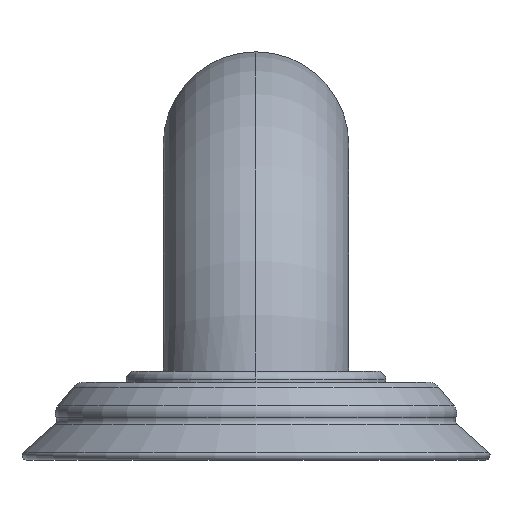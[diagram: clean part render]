
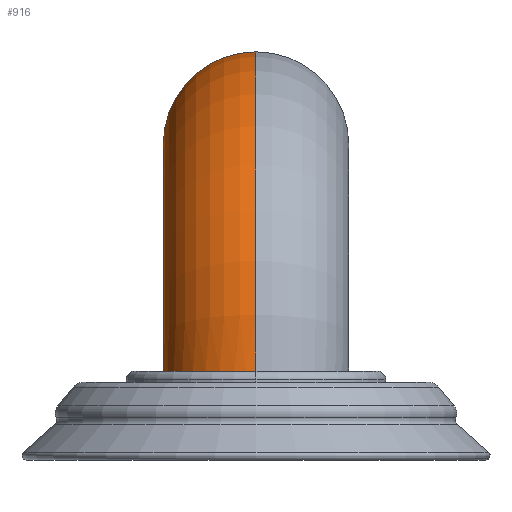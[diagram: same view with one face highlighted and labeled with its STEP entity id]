
A CAD part, left-side view. The second image highlights one B-rep face of the part: STEP entity #916.
In plain terms, the highlighted toroidal (fillet/blend) face has major radius 41.275 mm and minor radius 15.875 mm.
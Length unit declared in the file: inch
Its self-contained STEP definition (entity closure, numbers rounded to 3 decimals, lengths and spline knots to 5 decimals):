
#166=CARTESIAN_POINT('',(-11.36999,0.,0.6));
#167=CARTESIAN_POINT('',(-11.36999,0.02043,0.6));
#168=CARTESIAN_POINT('',(-11.37199,0.06107,0.6));
#169=CARTESIAN_POINT('',(-11.381,0.12178,0.6));
#170=CARTESIAN_POINT('',(-11.39588,0.1811,0.6));
#171=CARTESIAN_POINT('',(-11.41662,0.23898,0.6));
#172=CARTESIAN_POINT('',(-11.44284,0.29433,0.6));
#173=CARTESIAN_POINT('',(-11.47453,0.34714,0.6));
#174=CARTESIAN_POINT('',(-11.51115,0.39646,0.6));
#175=CARTESIAN_POINT('',(-11.55254,0.44209,0.6));
#176=CARTESIAN_POINT('',(-11.59824,0.48346,0.6));
#177=CARTESIAN_POINT('',(-11.6477,0.52011,0.6));
#178=CARTESIAN_POINT('',(-11.70071,0.55186,0.6));
#179=CARTESIAN_POINT('',(-11.75632,0.57815,0.6));
#180=CARTESIAN_POINT('',(-11.81453,0.59897,0.6));
#181=CARTESIAN_POINT('',(-11.87422,0.61391,0.6));
#182=CARTESIAN_POINT('',(-11.93529,0.62298,0.6));
#183=CARTESIAN_POINT('',(-11.99684,0.626,0.6));
#184=CARTESIAN_POINT('',(-12.05834,0.623,0.6));
#185=CARTESIAN_POINT('',(-12.11935,0.61396,0.6));
#186=CARTESIAN_POINT('',(-12.17896,0.59905,0.6));
#187=CARTESIAN_POINT('',(-12.23706,0.57828,0.6));
#188=CARTESIAN_POINT('',(-12.29255,0.55206,0.6));
#189=CARTESIAN_POINT('',(-12.34543,0.52039,0.6));
#190=CARTESIAN_POINT('',(-12.39476,0.48382,0.6));
#191=CARTESIAN_POINT('',(-12.44035,0.44254,0.6));
#192=CARTESIAN_POINT('',(-12.48166,0.39698,0.6));
#193=CARTESIAN_POINT('',(-12.51823,0.34771,0.6));
#194=CARTESIAN_POINT('',(-12.54989,0.29491,0.6));
#195=CARTESIAN_POINT('',(-12.5761,0.23953,0.6));
#196=CARTESIAN_POINT('',(-12.59685,0.18156,0.6));
#197=CARTESIAN_POINT('',(-12.61174,0.12213,0.6));
#198=CARTESIAN_POINT('',(-12.62077,0.06125,0.6));
#199=CARTESIAN_POINT('',(-12.62278,0.02049,0.6));
#200=CARTESIAN_POINT('',(-12.62278,0.,0.6));
#248=CARTESIAN_POINT('',(-10.375,0.,0.5));
#249=DIRECTION('',(0.,1.,0.));
#250=DIRECTION('',(-0.995,0.,0.1));
#251=AXIS2_PLACEMENT_3D('',#248,#249,#250);
#253=CARTESIAN_POINT('',(-10.375,0.,0.5));
#254=DIRECTION('',(0.,1.,0.));
#255=DIRECTION('',(-0.999,0.,0.044));
#256=AXIS2_PLACEMENT_3D('',#253,#254,#255);
#267=CARTESIAN_POINT('',(-10.375,0.,2.125));
#268=DIRECTION('',(1.,0.,0.));
#269=DIRECTION('',(0.,0.,-1.));
#270=AXIS2_PLACEMENT_3D('',#267,#268,#269);
#558=CARTESIAN_POINT('',(-10.375,0.,1.5));
#559=CARTESIAN_POINT('',(-10.375,0.,2.75));
#560=VERTEX_POINT('',#558);
#561=VERTEX_POINT('',#559);
#566=VERTEX_POINT('',#166);
#567=VERTEX_POINT('',#200);
#902=CARTESIAN_POINT('',(-10.375,0.,0.5));
#903=DIRECTION('',(0.,1.,0.));
#904=DIRECTION('',(1.,0.,0.));
#905=AXIS2_PLACEMENT_3D('',#902,#903,#904);
#906=TOROIDAL_SURFACE('',#905,1.625,0.625);
#907=ORIENTED_EDGE('',*,*,#883,.F.);
#909=ORIENTED_EDGE('',*,*,#908,.T.);
#911=ORIENTED_EDGE('',*,*,#910,.T.);
#913=ORIENTED_EDGE('',*,*,#912,.F.);
#914=EDGE_LOOP('',(#907,#909,#911,#913));
#915=FACE_OUTER_BOUND('',#914,.F.);
#916=ADVANCED_FACE('',(#915),#906,.T.);
#201=B_SPLINE_CURVE_WITH_KNOTS('',3,(#166,#167,#168,#169,#170,#171,#172,#173,
#174,#175,#176,#177,#178,#179,#180,#181,#182,#183,#184,#185,#186,#187,#188,#189,
#190,#191,#192,#193,#194,#195,#196,#197,#198,#199,#200),.UNSPECIFIED.,.F.,.F.,
(4,1,1,1,1,1,1,1,1,1,1,1,1,1,1,1,1,1,1,1,1,1,1,1,1,1,1,1,1,1,1,1,4),(0.,
0.03125,0.0625,0.09375,0.125,0.15625,0.1875,0.21875,0.25,0.28125,
0.3125,0.34375,0.375,0.40625,0.4375,0.46875,0.5,0.53125,
0.5625,0.59375,0.625,0.65625,0.6875,0.71875,0.75,0.78125,
0.8125,0.84375,0.875,0.90625,0.9375,0.96875,1.),.UNSPECIFIED.);
#252=CIRCLE('',#251,1.);
#257=CIRCLE('',#256,2.25);
#271=CIRCLE('',#270,0.625);
#883=EDGE_CURVE('',#566,#567,#201,.T.);
#908=EDGE_CURVE('',#566,#560,#252,.T.);
#910=EDGE_CURVE('',#560,#561,#271,.T.);
#912=EDGE_CURVE('',#567,#561,#257,.T.);
